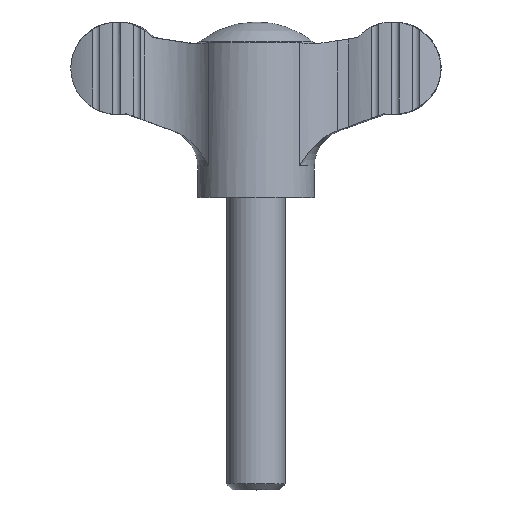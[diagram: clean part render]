
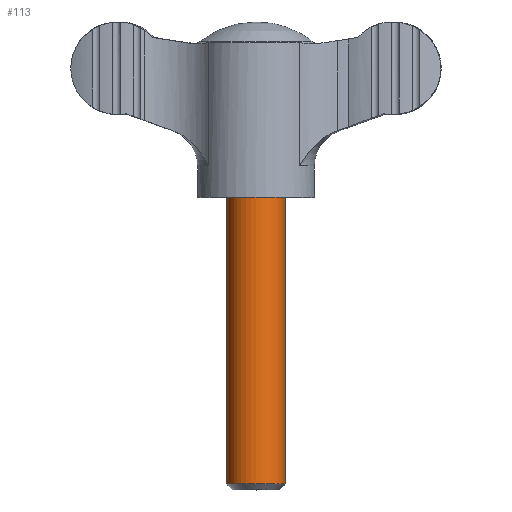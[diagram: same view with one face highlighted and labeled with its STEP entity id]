
A CAD part, top view. The second image highlights one B-rep face of the part: STEP entity #113.
In plain terms, the highlighted cylindrical face has radius 3 mm (diameter 6 mm), a full revolution.
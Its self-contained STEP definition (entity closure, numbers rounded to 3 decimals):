
#113 = ADVANCED_FACE( '', ( #252, #253 ), #254, .T. );
#252 = FACE_OUTER_BOUND( '', #418, .T. );
#253 = FACE_OUTER_BOUND( '', #419, .T. );
#254 = CYLINDRICAL_SURFACE( '', #420, 3. );
#418 = EDGE_LOOP( '', ( #692 ) );
#419 = EDGE_LOOP( '', ( #693 ) );
#420 = AXIS2_PLACEMENT_3D( '', #694, #695, #696 );
#692 = ORIENTED_EDGE( '', *, *, #1099, .F. );
#693 = ORIENTED_EDGE( '', *, *, #1100, .T. );
#694 = CARTESIAN_POINT( '', ( 0., -30., 0. ) );
#695 = DIRECTION( '', ( 0., 1., 0. ) );
#696 = DIRECTION( '', ( 0., 0., -1. ) );
#1099 = EDGE_CURVE( '', #1358, #1358, #1359, .T. );
#1100 = EDGE_CURVE( '', #1360, #1360, #1361, .F. );
#1358 = VERTEX_POINT( '', #1940 );
#1359 = CIRCLE( '', #1941, 3. );
#1360 = VERTEX_POINT( '', #1942 );
#1361 = CIRCLE( '', #1943, 3. );
#1940 = CARTESIAN_POINT( '', ( 0., -29.387, -3. ) );
#1941 = AXIS2_PLACEMENT_3D( '', #2393, #2394, #2395 );
#1942 = CARTESIAN_POINT( '', ( 0., 0., 3. ) );
#1943 = AXIS2_PLACEMENT_3D( '', #2396, #2397, #2398 );
#2393 = CARTESIAN_POINT( '', ( 0., -29.387, 0. ) );
#2394 = DIRECTION( '', ( 0., -1., 0. ) );
#2395 = DIRECTION( '', ( 0., 0., -1. ) );
#2396 = CARTESIAN_POINT( '', ( 0., 0., 0. ) );
#2397 = DIRECTION( '', ( 0., 1., 0. ) );
#2398 = DIRECTION( '', ( 0., 0., 1. ) );
